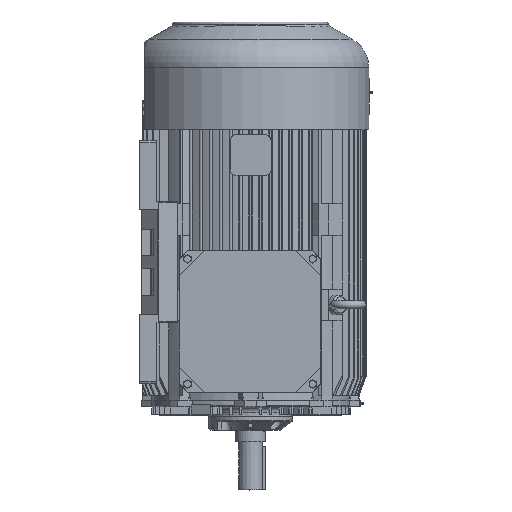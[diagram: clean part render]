
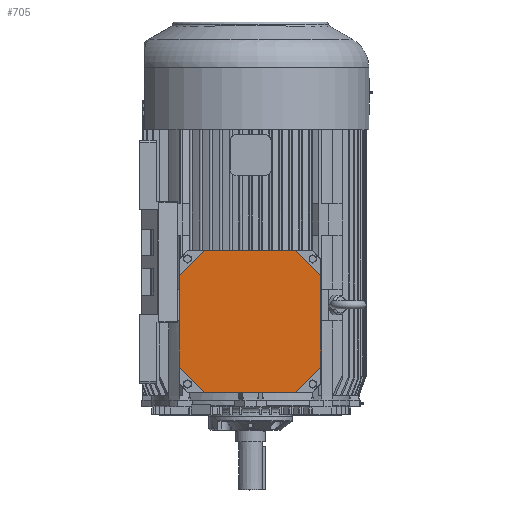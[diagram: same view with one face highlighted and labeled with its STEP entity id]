
A CAD part, top view. The second image highlights one B-rep face of the part: STEP entity #705.
In plain terms, the highlighted planar face has unit normal (0, 0, 1).
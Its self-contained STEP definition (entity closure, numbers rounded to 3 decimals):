
#705 = ADVANCED_FACE( '', ( #2855 ), #2856, .T. );
#2855 = FACE_OUTER_BOUND( '', #10844, .T. );
#2856 = PLANE( '', #10845 );
#10844 = EDGE_LOOP( '', ( #20664, #20665, #20666, #20667, #20668, #20669, #20670, #20671 ) );
#10845 = AXIS2_PLACEMENT_3D( '', #20672, #20673, #20674 );
#20664 = ORIENTED_EDGE( '', *, *, #29851, .T. );
#20665 = ORIENTED_EDGE( '', *, *, #29857, .T. );
#20666 = ORIENTED_EDGE( '', *, *, #29831, .T. );
#20667 = ORIENTED_EDGE( '', *, *, #29862, .T. );
#20668 = ORIENTED_EDGE( '', *, *, #27513, .T. );
#20669 = ORIENTED_EDGE( '', *, *, #29863, .T. );
#20670 = ORIENTED_EDGE( '', *, *, #29843, .T. );
#20671 = ORIENTED_EDGE( '', *, *, #29864, .T. );
#20672 = CARTESIAN_POINT( '', ( -179.078, 18.578, 489.5 ) );
#20673 = DIRECTION( '', ( 0., 0., 1. ) );
#20674 = DIRECTION( '', ( 0., 1., 0. ) );
#27513 = EDGE_CURVE( '', #31982, #31980, #31983, .T. );
#29831 = EDGE_CURVE( '', #35998, #35996, #35999, .T. );
#29843 = EDGE_CURVE( '', #36019, #36017, #36020, .T. );
#29851 = EDGE_CURVE( '', #36033, #36031, #36034, .T. );
#29857 = EDGE_CURVE( '', #36031, #35998, #36042, .T. );
#29862 = EDGE_CURVE( '', #35996, #31982, #36049, .T. );
#29863 = EDGE_CURVE( '', #31980, #36019, #36050, .T. );
#29864 = EDGE_CURVE( '', #36017, #36033, #36051, .T. );
#31980 = VERTEX_POINT( '', #38854 );
#31982 = VERTEX_POINT( '', #38857 );
#31983 = LINE( '', #38858, #38859 );
#35996 = VERTEX_POINT( '', #50603 );
#35998 = VERTEX_POINT( '', #50606 );
#35999 = LINE( '', #50607, #50608 );
#36017 = VERTEX_POINT( '', #50634 );
#36019 = VERTEX_POINT( '', #50637 );
#36020 = LINE( '', #50638, #50639 );
#36031 = VERTEX_POINT( '', #50656 );
#36033 = VERTEX_POINT( '', #50659 );
#36034 = LINE( '', #50660, #50661 );
#36042 = LINE( '', #50673, #50674 );
#36049 = LINE( '', #50683, #50684 );
#36050 = LINE( '', #50685, #50686 );
#36051 = LINE( '', #50687, #50688 );
#38854 = CARTESIAN_POINT( '', ( 175.922, 310.578, 489.5 ) );
#38857 = CARTESIAN_POINT( '', ( 175.922, 81.578, 489.5 ) );
#38858 = CARTESIAN_POINT( '', ( 175.922, 81.578, 489.5 ) );
#38859 = VECTOR( '', #56522, 1000. );
#50603 = CARTESIAN_POINT( '', ( 112.922, 18.578, 489.5 ) );
#50606 = CARTESIAN_POINT( '', ( -116.078, 18.578, 489.5 ) );
#50607 = CARTESIAN_POINT( '', ( 112.922, 18.578, 489.5 ) );
#50608 = VECTOR( '', #59739, 1000. );
#50634 = CARTESIAN_POINT( '', ( -116.069, 373.587, 489.5 ) );
#50637 = CARTESIAN_POINT( '', ( 112.913, 373.587, 489.5 ) );
#50638 = CARTESIAN_POINT( '', ( 112.913, 373.587, 489.5 ) );
#50639 = VECTOR( '', #59755, 1000. );
#50656 = CARTESIAN_POINT( '', ( -179.078, 81.578, 489.5 ) );
#50659 = CARTESIAN_POINT( '', ( -179.078, 310.578, 489.5 ) );
#50660 = CARTESIAN_POINT( '', ( -179.078, 81.578, 489.5 ) );
#50661 = VECTOR( '', #59763, 1000. );
#50673 = CARTESIAN_POINT( '', ( -179.078, 81.578, 489.5 ) );
#50674 = VECTOR( '', #59771, 1000. );
#50683 = CARTESIAN_POINT( '', ( 175.922, 81.578, 489.5 ) );
#50684 = VECTOR( '', #59780, 1000. );
#50685 = CARTESIAN_POINT( '', ( 175.922, 310.578, 489.5 ) );
#50686 = VECTOR( '', #59781, 1000. );
#50687 = CARTESIAN_POINT( '', ( -179.078, 310.578, 489.5 ) );
#50688 = VECTOR( '', #59782, 1000. );
#56522 = DIRECTION( '', ( 0., 1., 0. ) );
#59739 = DIRECTION( '', ( 1., 0., 0. ) );
#59755 = DIRECTION( '', ( -1., 0., 0. ) );
#59763 = DIRECTION( '', ( 0., -1., 0. ) );
#59771 = DIRECTION( '', ( 0.707, -0.707, 0. ) );
#59780 = DIRECTION( '', ( 0.707, 0.707, 0. ) );
#59781 = DIRECTION( '', ( -0.707, 0.707, 0. ) );
#59782 = DIRECTION( '', ( -0.707, -0.707, 0. ) );
